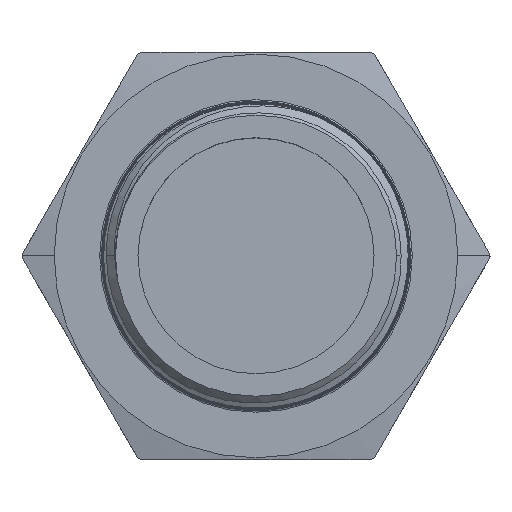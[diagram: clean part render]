
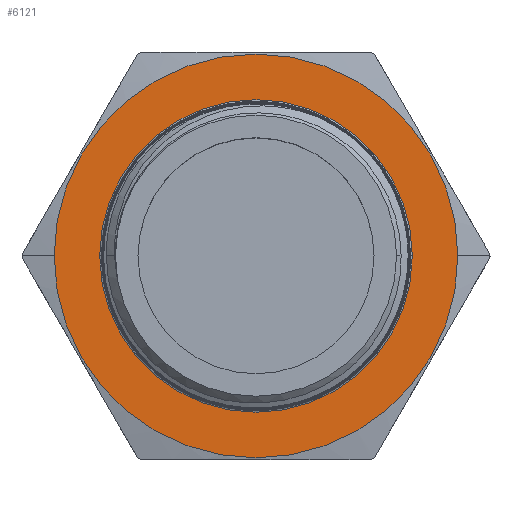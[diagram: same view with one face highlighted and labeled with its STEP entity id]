
A CAD part, top view. The second image highlights one B-rep face of the part: STEP entity #6121.
In plain terms, the highlighted planar face has unit normal (0, 0, 1).
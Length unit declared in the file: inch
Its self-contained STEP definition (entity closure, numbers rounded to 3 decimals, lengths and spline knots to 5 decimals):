
#1210 = CARTESIAN_POINT ( 'NONE',  ( 0., 0., 0.29 ) ) ;
#1211 = DIRECTION ( 'NONE',  ( 0., 0., -1. ) ) ;
#1212 = DIRECTION ( 'NONE',  ( 1., 0., 0. ) ) ;
#1216 = CARTESIAN_POINT ( 'NONE',  ( 0., 0., 0.29 ) ) ;
#1217 = DIRECTION ( 'NONE',  ( 0., 0., -1. ) ) ;
#1218 = DIRECTION ( 'NONE',  ( -1., 0., 0. ) ) ;
#1785 = CARTESIAN_POINT ( 'NONE',  ( 0., 0., 0.29 ) ) ;
#1786 = DIRECTION ( 'NONE',  ( 0., 0., -1. ) ) ;
#1787 = DIRECTION ( 'NONE',  ( 1., 0., 0. ) ) ;
#2049 = CARTESIAN_POINT ( 'NONE',  ( -1.24, 0., 0.29 ) ) ;
#2224 = CARTESIAN_POINT ( 'NONE',  ( 0.96, 0., 0.29 ) ) ;
#2247 = CARTESIAN_POINT ( 'NONE',  ( 1.24, 0., 0.29 ) ) ;
#2248 = CARTESIAN_POINT ( 'NONE',  ( -0.96, 0., 0.29 ) ) ;
#2335 = DIRECTION ( 'NONE',  ( 0., 0., 1. ) ) ;
#2336 = CARTESIAN_POINT ( 'NONE',  ( -0.72169, -1.25, 0.29 ) ) ;
#2338 = PLANE ( 'NONE',  #6909 ) ;
#2340 = DIRECTION ( 'NONE',  ( 1., 0., 0. ) ) ;
#3272 = AXIS2_PLACEMENT_3D ( 'NONE', #1216, #1217, #1218 ) ;
#3297 = CIRCLE ( 'NONE', #6968, 0.96 ) ;
#3351 = CIRCLE ( 'NONE', #6984, 0.96 ) ;
#3357 = CIRCLE ( 'NONE', #3272, 1.24 ) ;
#4436 = CARTESIAN_POINT ( 'NONE',  ( 0., 0., 0.29 ) ) ;
#4437 = DIRECTION ( 'NONE',  ( 0., 0., -1. ) ) ;
#4438 = DIRECTION ( 'NONE',  ( -1., 0., 0. ) ) ;
#4576 = ORIENTED_EDGE ( 'NONE', *, *, #6790, .F. ) ;
#4577 = ORIENTED_EDGE ( 'NONE', *, *, #6869, .F. ) ;
#4578 = ORIENTED_EDGE ( 'NONE', *, *, #6809, .T. ) ;
#4579 = ORIENTED_EDGE ( 'NONE', *, *, #6866, .T. ) ;
#4638 = FACE_OUTER_BOUND ( 'NONE', #7239, .T. ) ;
#4640 = FACE_BOUND ( 'NONE', #7235, .T. ) ;
#4756 = CIRCLE ( 'NONE', #6957, 1.24 ) ;
#6121 = ADVANCED_FACE ( 'NONE', ( #4638, #4640 ), #2338, .T. ) ;
#6510 = VERTEX_POINT ( 'NONE', #2049 ) ;
#6558 = VERTEX_POINT ( 'NONE', #2224 ) ;
#6580 = VERTEX_POINT ( 'NONE', #2247 ) ;
#6581 = VERTEX_POINT ( 'NONE', #2248 ) ;
#6790 = EDGE_CURVE ( 'NONE', #6510, #6580, #4756, .T. ) ;
#6809 = EDGE_CURVE ( 'NONE', #6558, #6581, #3297, .T. ) ;
#6866 = EDGE_CURVE ( 'NONE', #6581, #6558, #3351, .T. ) ;
#6869 = EDGE_CURVE ( 'NONE', #6580, #6510, #3357, .T. ) ;
#6909 = AXIS2_PLACEMENT_3D ( 'NONE', #2336, #2335, #2340 ) ;
#6957 = AXIS2_PLACEMENT_3D ( 'NONE', #4436, #4437, #4438 ) ;
#6968 = AXIS2_PLACEMENT_3D ( 'NONE', #1785, #1786, #1787 ) ;
#6984 = AXIS2_PLACEMENT_3D ( 'NONE', #1210, #1211, #1212 ) ;
#7235 = EDGE_LOOP ( 'NONE', ( #4578, #4579 ) ) ;
#7239 = EDGE_LOOP ( 'NONE', ( #4576, #4577 ) ) ;
